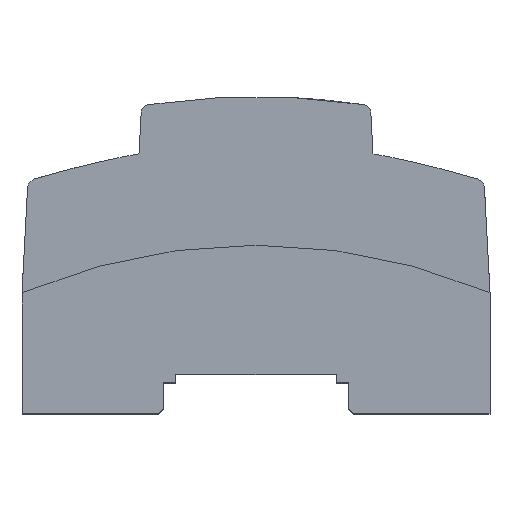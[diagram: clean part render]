
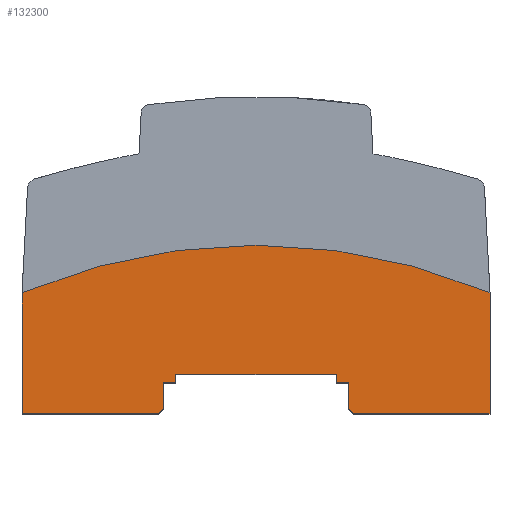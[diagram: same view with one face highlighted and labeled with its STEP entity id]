
A CAD part, top view. The second image highlights one B-rep face of the part: STEP entity #132300.
In plain terms, the highlighted face is planar.
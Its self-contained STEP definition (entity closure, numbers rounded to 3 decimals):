
#2470=CARTESIAN_POINT('',(-110.6,0.,-45.85));
#2480=DIRECTION('',(0.,1.,0.));
#2490=VECTOR('',#2480,1.);
#2500=LINE('',#2470,#2490);
#2510=CARTESIAN_POINT('',(-110.6,6.,-45.85));
#2520=VERTEX_POINT('',#2510);
#2530=CARTESIAN_POINT('',(-110.6,7.6,-45.85));
#2540=VERTEX_POINT('',#2530);
#2550=EDGE_CURVE('',#2520,#2540,#2500,.T.);
#12850=CARTESIAN_POINT('',(-143.8,1.,-45.85));
#12860=VERTEX_POINT('',#12850);
#12890=CARTESIAN_POINT('',(-144.8,0.,-45.85));
#12900=DIRECTION('',(-0.707,-0.707,0.));
#12910=VECTOR('',#12900,1.);
#12920=LINE('',#12890,#12910);
#12930=CARTESIAN_POINT('',(-144.8,0.,-45.85));
#12940=VERTEX_POINT('',#12930);
#12950=EDGE_CURVE('',#12860,#12940,#12920,.T.);
#14280=CARTESIAN_POINT('',(-141.4,6.,-45.85));
#14290=VERTEX_POINT('',#14280);
#14320=CARTESIAN_POINT('',(-126.,6.,-45.85));
#14330=DIRECTION('',(-1.,0.,0.));
#14340=VECTOR('',#14330,1.);
#14350=LINE('',#14320,#14340);
#14360=CARTESIAN_POINT('',(-143.8,6.,-45.85));
#14370=VERTEX_POINT('',#14360);
#14380=EDGE_CURVE('',#14290,#14370,#14350,.T.);
#58730=CARTESIAN_POINT('',(0.,0.,-45.85));
#58740=DIRECTION('',(-1.,0.,0.));
#58750=VECTOR('',#58740,1.);
#58760=LINE('',#58730,#58750);
#58770=CARTESIAN_POINT('',(-171.,0.,-45.85));
#58780=VERTEX_POINT('',#58770);
#58790=EDGE_CURVE('',#12940,#58780,#58760,.T.);
#101480=CARTESIAN_POINT('',(0.,-10.735,-45.85));
#101490=DIRECTION('',(0.922,-0.387,0.));
#101500=VECTOR('',#101490,1.);
#101510=LINE('',#101480,#101500);
#101520=CARTESIAN_POINT('',(-81.512,23.466,-45.85));
#101530=VERTEX_POINT('',#101520);
#101540=CARTESIAN_POINT('',(-81.5,23.461,-45.85));
#101550=VERTEX_POINT('',#101540);
#101560=EDGE_CURVE('',#101530,#101550,#101510,.T.);
#101580=CARTESIAN_POINT('',(-81.,23.25,-45.85));
#101590=CARTESIAN_POINT('',(-81.03,23.263,-45.85));
#101600=CARTESIAN_POINT('',(-81.06,23.275,-45.85));
#101610=CARTESIAN_POINT('',(-81.247,23.355,-45.85));
#101620=CARTESIAN_POINT('',(-81.373,23.408,-45.85));
#101630=CARTESIAN_POINT('',(-81.5,23.461,-45.85));
#101640=B_SPLINE_CURVE_WITH_KNOTS('',3,(#101580,#101590,#101600,#101610,
#101620,#101630),.UNSPECIFIED.,.F.,.F.,(4,2,4),(0.,0.,
0.001),.UNSPECIFIED.);
#101650=CARTESIAN_POINT('',(-81.,23.25,-45.85));
#101660=VERTEX_POINT('',#101650);
#101670=EDGE_CURVE('',#101660,#101550,#101640,.T.);
#102340=CARTESIAN_POINT('',(-171.,23.25,-45.85));
#102350=VERTEX_POINT('',#102340);
#102380=CARTESIAN_POINT('',(-170.5,23.461,-45.85));
#102390=CARTESIAN_POINT('',(-170.627,23.408,-45.85));
#102400=CARTESIAN_POINT('',(-170.752,23.355,-45.85));
#102410=CARTESIAN_POINT('',(-170.941,23.275,-45.85));
#102420=CARTESIAN_POINT('',(-170.97,23.263,-45.85));
#102430=CARTESIAN_POINT('',(-171.,23.25,-45.85));
#102440=B_SPLINE_CURVE_WITH_KNOTS('',3,(#102380,#102390,#102400,#102410,
#102420,#102430),.UNSPECIFIED.,.F.,.F.,(4,2,4),(0.,
0.,0.001),.UNSPECIFIED.);
#102450=CARTESIAN_POINT('',(-170.5,23.461,-45.85));
#102460=VERTEX_POINT('',#102450);
#102470=EDGE_CURVE('',#102460,#102350,#102440,.T.);
#102490=CARTESIAN_POINT('',(0.,95.,-45.85));
#102500=DIRECTION('',(0.922,0.387,0.));
#102510=VECTOR('',#102500,1.);
#102520=LINE('',#102490,#102510);
#102530=CARTESIAN_POINT('',(-170.488,23.466,-45.85));
#102540=VERTEX_POINT('',#102530);
#102550=EDGE_CURVE('',#102460,#102540,#102520,.T.);
#102570=CARTESIAN_POINT('',(-126.,-82.58,-45.85));
#102580=DIRECTION('',(0.,0.,1.));
#102590=DIRECTION('',(1.,0.,0.));
#102600=AXIS2_PLACEMENT_3D('',#102570,#102580,#102590);
#102610=CIRCLE('',#102600,115.);
#102620=EDGE_CURVE('',#101530,#102540,#102610,.T.);
#110260=CARTESIAN_POINT('',(-143.8,0.,-45.85));
#110270=DIRECTION('',(0.,-1.,0.));
#110280=VECTOR('',#110270,1.);
#110290=LINE('',#110260,#110280);
#110300=EDGE_CURVE('',#14370,#12860,#110290,.T.);
#115210=CARTESIAN_POINT('',(-171.,0.,-45.85));
#115220=DIRECTION('',(0.,-1.,0.));
#115230=VECTOR('',#115220,1.);
#115240=LINE('',#115210,#115230);
#115250=EDGE_CURVE('',#102350,#58780,#115240,.T.);
#131460=CARTESIAN_POINT('',(-141.4,7.6,-45.85));
#131470=VERTEX_POINT('',#131460);
#131500=CARTESIAN_POINT('',(-141.4,0.,-45.85));
#131510=DIRECTION('',(0.,-1.,0.));
#131520=VECTOR('',#131510,1.);
#131530=LINE('',#131500,#131520);
#131540=EDGE_CURVE('',#131470,#14290,#131530,.T.);
#131670=CARTESIAN_POINT('',(-126.,34.3,-45.85));
#131680=DIRECTION('',(0.,0.,1.));
#131690=DIRECTION('',(1.,0.,0.));
#131700=AXIS2_PLACEMENT_3D('',#131670,#131680,#131690);
#131710=PLANE('',#131700);
#131720=ORIENTED_EDGE('',*,*,#102550,.T.);
#131730=ORIENTED_EDGE('',*,*,#102470,.F.);
#131740=ORIENTED_EDGE('',*,*,#115250,.F.);
#131750=ORIENTED_EDGE('',*,*,#58790,.T.);
#131760=ORIENTED_EDGE('',*,*,#12950,.T.);
#131770=ORIENTED_EDGE('',*,*,#110300,.T.);
#131780=ORIENTED_EDGE('',*,*,#14380,.T.);
#131790=ORIENTED_EDGE('',*,*,#131540,.T.);
#131800=CARTESIAN_POINT('',(-126.,7.6,-45.85));
#131810=DIRECTION('',(-1.,0.,0.));
#131820=VECTOR('',#131810,1.);
#131830=LINE('',#131800,#131820);
#131840=EDGE_CURVE('',#2540,#131470,#131830,.T.);
#131850=ORIENTED_EDGE('',*,*,#131840,.T.);
#131860=ORIENTED_EDGE('',*,*,#2550,.T.);
#131870=CARTESIAN_POINT('',(-126.,6.,-45.85));
#131880=DIRECTION('',(-1.,0.,0.));
#131890=VECTOR('',#131880,1.);
#131900=LINE('',#131870,#131890);
#131910=CARTESIAN_POINT('',(-108.2,6.,-45.85));
#131920=VERTEX_POINT('',#131910);
#131930=EDGE_CURVE('',#131920,#2520,#131900,.T.);
#131940=ORIENTED_EDGE('',*,*,#131930,.T.);
#131950=CARTESIAN_POINT('',(-108.2,0.,-45.85));
#131960=DIRECTION('',(0.,1.,0.));
#131970=VECTOR('',#131960,1.);
#131980=LINE('',#131950,#131970);
#131990=CARTESIAN_POINT('',(-108.2,1.,-45.85));
#132000=VERTEX_POINT('',#131990);
#132010=EDGE_CURVE('',#132000,#131920,#131980,.T.);
#132020=ORIENTED_EDGE('',*,*,#132010,.T.);
#132030=CARTESIAN_POINT('',(-107.2,0.,-45.85));
#132040=DIRECTION('',(-0.707,0.707,0.));
#132050=VECTOR('',#132040,1.);
#132060=LINE('',#132030,#132050);
#132070=CARTESIAN_POINT('',(-107.2,0.,-45.85));
#132080=VERTEX_POINT('',#132070);
#132090=EDGE_CURVE('',#132080,#132000,#132060,.T.);
#132100=ORIENTED_EDGE('',*,*,#132090,.T.);
#132110=CARTESIAN_POINT('',(0.,0.,-45.85));
#132120=DIRECTION('',(-1.,0.,0.));
#132130=VECTOR('',#132120,1.);
#132140=LINE('',#132110,#132130);
#132150=CARTESIAN_POINT('',(-81.,0.,-45.85));
#132160=VERTEX_POINT('',#132150);
#132170=EDGE_CURVE('',#132160,#132080,#132140,.T.);
#132180=ORIENTED_EDGE('',*,*,#132170,.T.);
#132190=CARTESIAN_POINT('',(-81.,0.,-45.85));
#132200=DIRECTION('',(0.,1.,0.));
#132210=VECTOR('',#132200,1.);
#132220=LINE('',#132190,#132210);
#132230=EDGE_CURVE('',#132160,#101660,#132220,.T.);
#132240=ORIENTED_EDGE('',*,*,#132230,.F.);
#132250=ORIENTED_EDGE('',*,*,#101670,.F.);
#132260=ORIENTED_EDGE('',*,*,#101560,.T.);
#132270=ORIENTED_EDGE('',*,*,#102620,.F.);
#132280=EDGE_LOOP('',(#132270,#132260,#132250,#132240,#132180,#132100,
#132020,#131940,#131860,#131850,#131790,#131780,#131770,#131760,#131750,
#131740,#131730,#131720));
#132290=FACE_OUTER_BOUND('',#132280,.T.);
#132300=ADVANCED_FACE('',(#132290),#131710,.F.);
